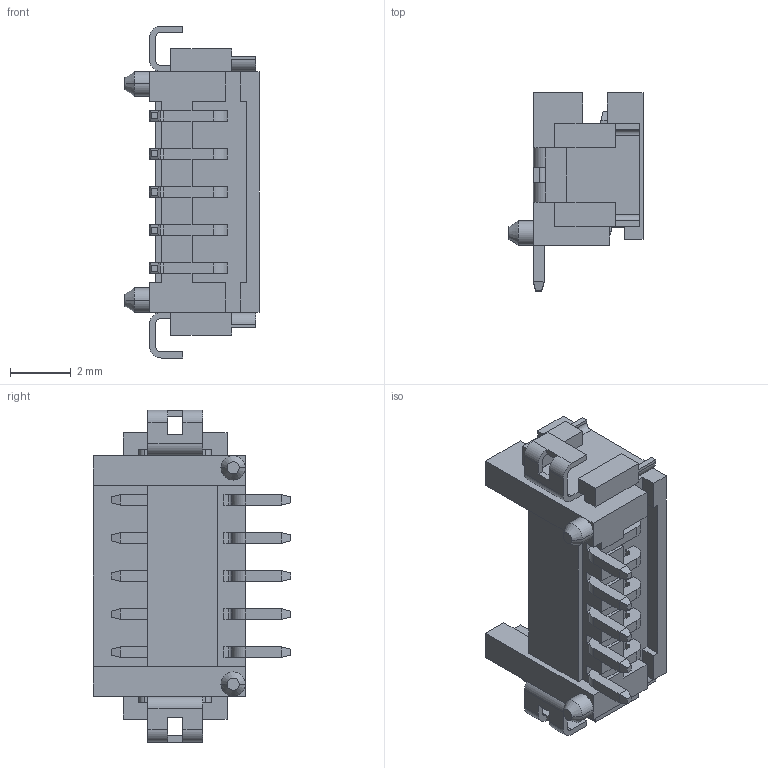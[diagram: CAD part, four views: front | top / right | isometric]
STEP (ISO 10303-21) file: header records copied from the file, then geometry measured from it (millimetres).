
FILE_DESCRIPTION(('OneSpaceDesigner STEP Export'),'2;1');
FILE_NAME('DF13-5P-1.25H.stp','2007-03-23T10:27:26',(''),(''),'OneSpace Designer STEP processor (Jan. 2003) for AP214(CD)(Solid Model)','OneSpace Designer 12.00 10-Sep-2003 (C) CoCreate Software GmbH','');
FILE_SCHEMA(('AUTOMOTIVE_DESIGN_CC2 {1 2 10303 214 -1 1 5 1}'));
Length unit declared in the file: millimetre
Products named in the file (2): DF13-5P-1.25HÈª
Assembly tree (1 placements, depth 2):
  DF13-5P-1.25HÈª
    DF13-5P-1.25HÈª
Bounding box: 4.4 x 6.5 x 10.9 mm (x, y, z)
Volume: 82.3 mm3; surface area: 312.9 mm2
Topology: 1 solids, 1 shells, 332 faces, 910 edges, 582 vertices
Faces by surface type: plane 280, cylinder 48, cone 4
Entity records: 9894 total; most frequent: ORIENTED_EDGE 1820, CARTESIAN_POINT 1721, DIRECTION 1524, EDGE_CURVE 910, VECTOR 754, LINE 754, VERTEX_POINT 582, AXIS2_PLACEMENT_3D 385
